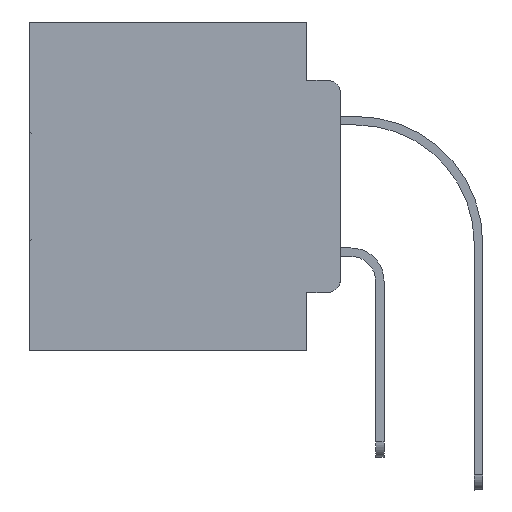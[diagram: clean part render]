
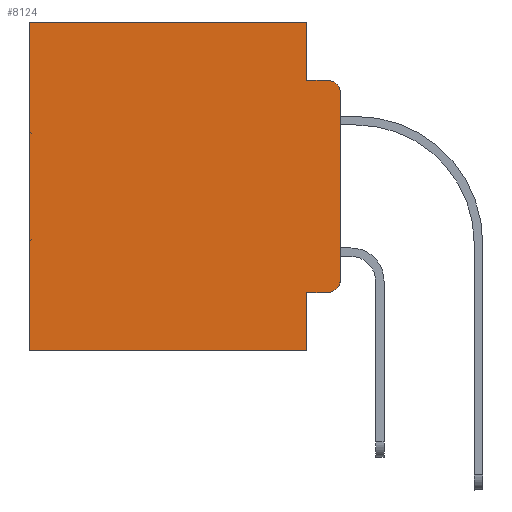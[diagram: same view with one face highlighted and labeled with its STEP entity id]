
A CAD part, left-side view. The second image highlights one B-rep face of the part: STEP entity #8124.
In plain terms, the highlighted planar face has unit normal (-1, 0, 0).
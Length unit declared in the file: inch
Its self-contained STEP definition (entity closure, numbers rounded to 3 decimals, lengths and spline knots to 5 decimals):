
#182 = CARTESIAN_POINT ( 'NONE',  ( 0.298, 0.02, -0.3915 ) ) ;
#213 = VECTOR ( 'NONE', #18838, 39.37008 ) ;
#239 = LINE ( 'NONE', #26619, #17551 ) ;
#346 = ORIENTED_EDGE ( 'NONE', *, *, #4560, .T. ) ;
#523 = EDGE_CURVE ( 'NONE', #15838, #1184, #239, .T. ) ;
#1184 = VERTEX_POINT ( 'NONE', #15342 ) ;
#2289 = CARTESIAN_POINT ( 'NONE',  ( 0.298, 0.473, 0. ) ) ;
#3022 = LINE ( 'NONE', #30092, #213 ) ;
#3211 = EDGE_CURVE ( 'NONE', #15838, #10913, #29872, .T. ) ;
#3874 = EDGE_CURVE ( 'NONE', #28571, #18746, #12227, .T. ) ;
#4175 = VERTEX_POINT ( 'NONE', #24688 ) ;
#4560 = EDGE_CURVE ( 'NONE', #17307, #12747, #3022, .T. ) ;
#4604 = VERTEX_POINT ( 'NONE', #16035 ) ;
#5140 = ORIENTED_EDGE ( 'NONE', *, *, #9004, .T. ) ;
#5934 = ORIENTED_EDGE ( 'NONE', *, *, #523, .T. ) ;
#6053 = LINE ( 'NONE', #11516, #13016 ) ;
#6298 = DIRECTION ( 'NONE',  ( 0., 0., -1. ) ) ;
#6760 = ORIENTED_EDGE ( 'NONE', *, *, #22600, .F. ) ;
#6876 = VECTOR ( 'NONE', #21407, 39.37008 ) ;
#7707 = ORIENTED_EDGE ( 'NONE', *, *, #8804, .T. ) ;
#8124 = ADVANCED_FACE ( 'NONE', ( #24524 ), #21880, .F. ) ;
#8804 = EDGE_CURVE ( 'NONE', #12747, #4175, #12683, .T. ) ;
#9004 = EDGE_CURVE ( 'NONE', #1184, #4604, #28604, .T. ) ;
#9099 = VECTOR ( 'NONE', #31850, 39.37008 ) ;
#9420 = ORIENTED_EDGE ( 'NONE', *, *, #3874, .F. ) ;
#9609 = DIRECTION ( 'NONE',  ( 0., -1., 0. ) ) ;
#9950 = CARTESIAN_POINT ( 'NONE',  ( 0.298, 0.473, 0. ) ) ;
#10408 = CARTESIAN_POINT ( 'NONE',  ( 0.298, 0., 0. ) ) ;
#10743 = EDGE_LOOP ( 'NONE', ( #24895, #17427, #9420, #6760, #346, #7707, #16058, #12653, #5934, #5140 ) ) ;
#10913 = VERTEX_POINT ( 'NONE', #13257 ) ;
#11249 = DIRECTION ( 'NONE',  ( -1., 0., 0. ) ) ;
#11516 = CARTESIAN_POINT ( 'NONE',  ( 0.298, 0.051, 0. ) ) ;
#11681 = DIRECTION ( 'NONE',  ( 0., 0., -1. ) ) ;
#12227 = LINE ( 'NONE', #17161, #22909 ) ;
#12359 = CARTESIAN_POINT ( 'NONE',  ( 0.298, 0.051, 0. ) ) ;
#12617 = VERTEX_POINT ( 'NONE', #14884 ) ;
#12653 = ORIENTED_EDGE ( 'NONE', *, *, #3211, .F. ) ;
#12683 = LINE ( 'NONE', #2289, #29667 ) ;
#12747 = VERTEX_POINT ( 'NONE', #9950 ) ;
#12767 = DIRECTION ( 'NONE',  ( -1., 0., 0. ) ) ;
#13016 = VECTOR ( 'NONE', #11681, 39.37008 ) ;
#13257 = CARTESIAN_POINT ( 'NONE',  ( 0.298, 0.051, -0.5 ) ) ;
#14070 = DIRECTION ( 'NONE',  ( 0., 0., -1. ) ) ;
#14848 = EDGE_CURVE ( 'NONE', #12617, #4604, #34472, .T. ) ;
#14884 = CARTESIAN_POINT ( 'NONE',  ( 0.298, 0., -0.1085 ) ) ;
#15342 = CARTESIAN_POINT ( 'NONE',  ( 0.298, 0.02, -0.4115 ) ) ;
#15625 = CARTESIAN_POINT ( 'NONE',  ( 0.298, 0., -0.5 ) ) ;
#15838 = VERTEX_POINT ( 'NONE', #26974 ) ;
#16035 = CARTESIAN_POINT ( 'NONE',  ( 0.298, 0., -0.3915 ) ) ;
#16058 = ORIENTED_EDGE ( 'NONE', *, *, #23333, .F. ) ;
#16445 = CARTESIAN_POINT ( 'NONE',  ( 0.298, 0., 0. ) ) ;
#17161 = CARTESIAN_POINT ( 'NONE',  ( 0.298, 0.051, -0.0885 ) ) ;
#17307 = VERTEX_POINT ( 'NONE', #12359 ) ;
#17427 = ORIENTED_EDGE ( 'NONE', *, *, #22574, .T. ) ;
#17551 = VECTOR ( 'NONE', #23815, 39.37008 ) ;
#18746 = VERTEX_POINT ( 'NONE', #29402 ) ;
#18838 = DIRECTION ( 'NONE',  ( 0., 1., 0. ) ) ;
#18939 = LINE ( 'NONE', #15625, #6876 ) ;
#21407 = DIRECTION ( 'NONE',  ( 0., 1., 0. ) ) ;
#21880 = PLANE ( 'NONE',  #33030 ) ;
#22305 = VECTOR ( 'NONE', #6298, 39.37008 ) ;
#22574 = EDGE_CURVE ( 'NONE', #12617, #18746, #24254, .T. ) ;
#22600 = EDGE_CURVE ( 'NONE', #17307, #28571, #6053, .T. ) ;
#22909 = VECTOR ( 'NONE', #9609, 39.37008 ) ;
#23333 = EDGE_CURVE ( 'NONE', #10913, #4175, #18939, .T. ) ;
#23815 = DIRECTION ( 'NONE',  ( 0., -1., 0. ) ) ;
#24254 = CIRCLE ( 'NONE', #33196, 0.02 ) ;
#24524 = FACE_OUTER_BOUND ( 'NONE', #10743, .T. ) ;
#24688 = CARTESIAN_POINT ( 'NONE',  ( 0.298, 0.473, -0.5 ) ) ;
#24895 = ORIENTED_EDGE ( 'NONE', *, *, #14848, .F. ) ;
#26329 = AXIS2_PLACEMENT_3D ( 'NONE', #182, #11249, #14070 ) ;
#26619 = CARTESIAN_POINT ( 'NONE',  ( 0.298, 0.051, -0.4115 ) ) ;
#26974 = CARTESIAN_POINT ( 'NONE',  ( 0.298, 0.051, -0.4115 ) ) ;
#28571 = VERTEX_POINT ( 'NONE', #33471 ) ;
#28604 = CIRCLE ( 'NONE', #26329, 0.02 ) ;
#29402 = CARTESIAN_POINT ( 'NONE',  ( 0.298, 0.02, -0.0885 ) ) ;
#29667 = VECTOR ( 'NONE', #34283, 39.37008 ) ;
#29872 = LINE ( 'NONE', #30395, #22305 ) ;
#30092 = CARTESIAN_POINT ( 'NONE',  ( 0.298, 0., 0. ) ) ;
#30395 = CARTESIAN_POINT ( 'NONE',  ( 0.298, 0.051, 0. ) ) ;
#30503 = DIRECTION ( 'NONE',  ( 1., 0., 0. ) ) ;
#31850 = DIRECTION ( 'NONE',  ( 0., 0., -1. ) ) ;
#32611 = DIRECTION ( 'NONE',  ( 0., 0., -1. ) ) ;
#33030 = AXIS2_PLACEMENT_3D ( 'NONE', #16445, #30503, #32611 ) ;
#33196 = AXIS2_PLACEMENT_3D ( 'NONE', #34541, #12767, #34202 ) ;
#33471 = CARTESIAN_POINT ( 'NONE',  ( 0.298, 0.051, -0.0885 ) ) ;
#34202 = DIRECTION ( 'NONE',  ( 0., 0., -1. ) ) ;
#34283 = DIRECTION ( 'NONE',  ( 0., 0., -1. ) ) ;
#34472 = LINE ( 'NONE', #10408, #9099 ) ;
#34541 = CARTESIAN_POINT ( 'NONE',  ( 0.298, 0.02, -0.1085 ) ) ;
